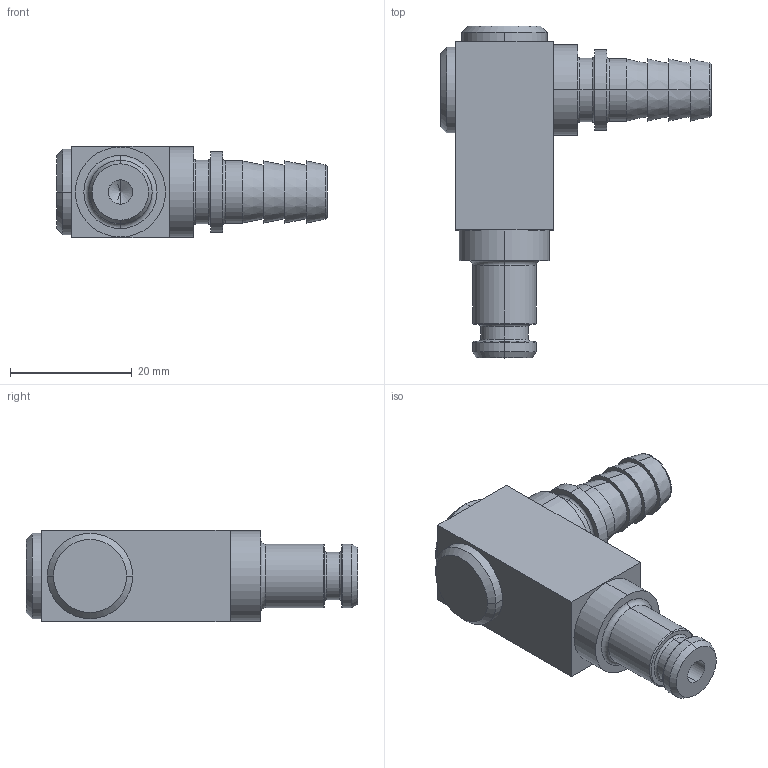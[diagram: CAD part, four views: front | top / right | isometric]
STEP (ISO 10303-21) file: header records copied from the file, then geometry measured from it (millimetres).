
FILE_DESCRIPTION (( 'STEP AP203' ), '1' );
FILE_NAME ('637910539289629087.STEP', '2022-06-17T07:12:09', ( 'IT Dept' ), ( 'I-PULSE' ), 'SwSTEP 2.0', 'SolidWorks 2018', '' );
FILE_SCHEMA (( 'CONFIG_CONTROL_DESIGN' ));
Length unit declared in the file: millimetre
Products named in the file (1): 637910539289629087
Bounding box: 44.5 x 54.5 x 15 mm (x, y, z)
Volume: 11668.9 mm3; surface area: 5361.7 mm2
Topology: 1 solids, 1 shells, 85 faces, 174 edges, 100 vertices
Faces by surface type: cylinder 28, cone 20, plane 19, torus 18
Entity records: 2291 total; most frequent: DIRECTION 444, CARTESIAN_POINT 368, ORIENTED_EDGE 340, AXIS2_PLACEMENT_3D 192, EDGE_CURVE 170, CIRCLE 106, EDGE_LOOP 100, VERTEX_POINT 100
